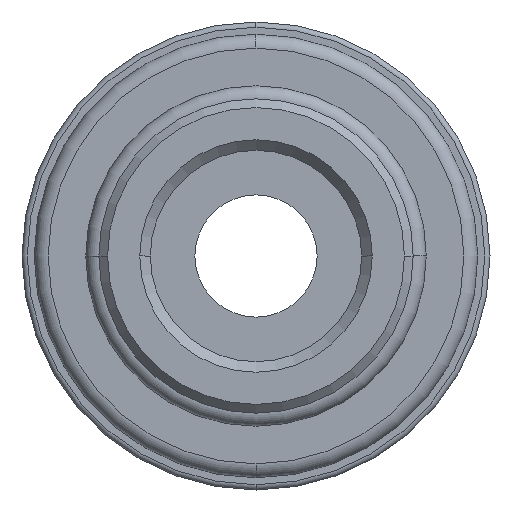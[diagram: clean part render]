
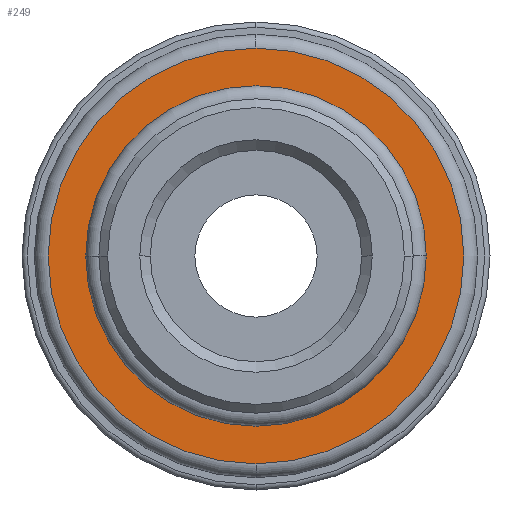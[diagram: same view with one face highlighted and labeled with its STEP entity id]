
A CAD part, front view. The second image highlights one B-rep face of the part: STEP entity #249.
In plain terms, the highlighted planar face has unit normal (0, -1, 0).
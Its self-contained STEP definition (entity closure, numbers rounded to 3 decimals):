
#249=ADVANCED_FACE('',(#522,#523),#524,.T.);
#522=FACE_BOUND('',#805,.T.);
#523=FACE_OUTER_BOUND('',#806,.T.);
#524=PLANE('',#807);
#805=EDGE_LOOP('',(#1454,#1455,#1456));
#806=EDGE_LOOP('',(#1457,#1458,#1459));
#807=AXIS2_PLACEMENT_3D('',#1460,#1461,#1462);
#1454=ORIENTED_EDGE('',*,*,#1845,.T.);
#1455=ORIENTED_EDGE('',*,*,#1668,.T.);
#1456=ORIENTED_EDGE('',*,*,#1846,.T.);
#1457=ORIENTED_EDGE('',*,*,#1634,.F.);
#1458=ORIENTED_EDGE('',*,*,#1633,.F.);
#1459=ORIENTED_EDGE('',*,*,#1868,.F.);
#1460=CARTESIAN_POINT('',(10.45,2.5,0.0));
#1461=DIRECTION('',(-0.0,-1.0,-0.0));
#1462=DIRECTION('',(-1.0,0.0,0.0));
#1633=EDGE_CURVE('',#1939,#1942,#1943,.T.);
#1634=EDGE_CURVE('',#1942,#1944,#1945,.T.);
#1668=EDGE_CURVE('',#1998,#2002,#2004,.T.);
#1845=EDGE_CURVE('',#2251,#1998,#2252,.T.);
#1846=EDGE_CURVE('',#2002,#2251,#2253,.T.);
#1868=EDGE_CURVE('',#1944,#1939,#2277,.T.);
#1939=VERTEX_POINT('',#2350);
#1942=VERTEX_POINT('',#2353);
#1943=CIRCLE('',#2354,11.9);
#1944=VERTEX_POINT('',#2355);
#1945=CIRCLE('',#2356,11.9);
#1998=VERTEX_POINT('',#2425);
#2002=VERTEX_POINT('',#2429);
#2004=CIRCLE('',#2431,9.75);
#2251=VERTEX_POINT('',#2836);
#2252=CIRCLE('',#2837,9.75);
#2253=CIRCLE('',#2838,9.75);
#2277=CIRCLE('',#2868,11.9);
#2350=CARTESIAN_POINT('',(0.,2.5,11.9));
#2353=CARTESIAN_POINT('',(11.9,2.5,0.0));
#2354=AXIS2_PLACEMENT_3D('',#2955,#2956,#2957);
#2355=CARTESIAN_POINT('',(0.,2.5,-11.9));
#2356=AXIS2_PLACEMENT_3D('',#2958,#2959,#2960);
#2425=CARTESIAN_POINT('',(9.75,2.5,0.));
#2429=CARTESIAN_POINT('',(-9.75,2.5,0.));
#2431=AXIS2_PLACEMENT_3D('',#3029,#3030,#3031);
#2836=CARTESIAN_POINT('',(0.,2.5,9.75));
#2837=AXIS2_PLACEMENT_3D('',#3306,#3307,#3308);
#2838=AXIS2_PLACEMENT_3D('',#3309,#3310,#3311);
#2868=AXIS2_PLACEMENT_3D('',#3336,#3337,#3338);
#2955=CARTESIAN_POINT('',(0.0,2.5,0.0));
#2956=DIRECTION('',(-0.0,1.0,0.0));
#2957=DIRECTION('',(1.0,0.0,0.0));
#2958=CARTESIAN_POINT('',(0.0,2.5,0.0));
#2959=DIRECTION('',(-0.0,1.0,0.0));
#2960=DIRECTION('',(1.0,0.0,0.0));
#3029=CARTESIAN_POINT('',(0.0,2.5,0.0));
#3030=DIRECTION('',(0.0,1.0,0.0));
#3031=DIRECTION('',(0.0,0.0,-1.0));
#3306=CARTESIAN_POINT('',(0.0,2.5,0.0));
#3307=DIRECTION('',(0.0,1.0,0.0));
#3308=DIRECTION('',(0.0,0.0,-1.0));
#3309=CARTESIAN_POINT('',(0.0,2.5,0.0));
#3310=DIRECTION('',(0.0,1.0,0.0));
#3311=DIRECTION('',(0.0,0.0,-1.0));
#3336=CARTESIAN_POINT('',(0.0,2.5,0.0));
#3337=DIRECTION('',(-0.0,1.0,0.0));
#3338=DIRECTION('',(1.0,0.0,0.0));
